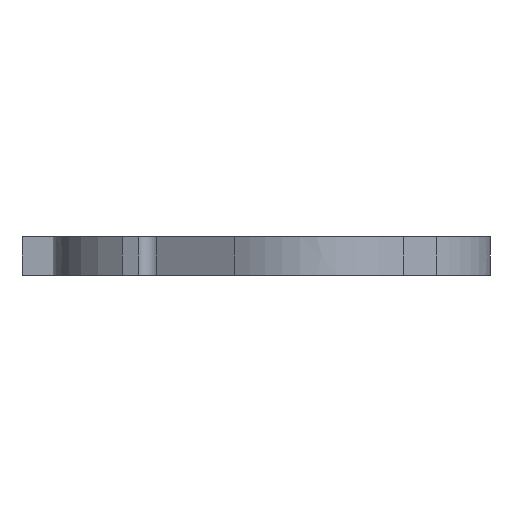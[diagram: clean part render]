
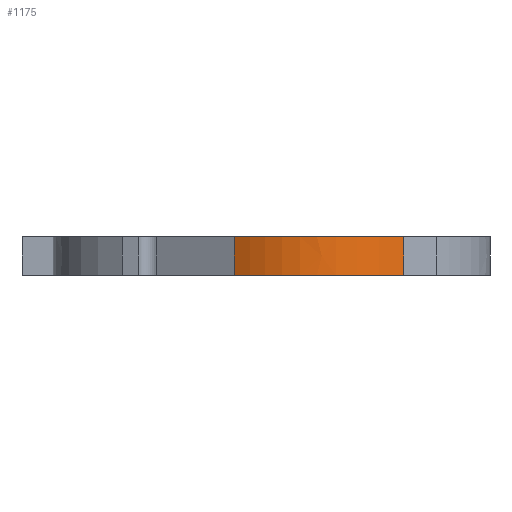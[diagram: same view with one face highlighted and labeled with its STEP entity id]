
A CAD part, front view. The second image highlights one B-rep face of the part: STEP entity #1175.
In plain terms, the highlighted face is a extrusion surface.
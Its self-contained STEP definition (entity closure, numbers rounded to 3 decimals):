
#153 = VERTEX_POINT('',#154);
#154 = CARTESIAN_POINT('',(-6.256,-65.435,0.));
#160 = EDGE_CURVE('',#161,#153,#163,.T.);
#161 = VERTEX_POINT('',#162);
#162 = CARTESIAN_POINT('',(49.422,-61.419,0.));
#163 = B_SPLINE_CURVE_WITH_KNOTS('',2,(#164,#165,#166),.UNSPECIFIED.,.F.
  ,.F.,(3,3),(0.,1.),.PIECEWISE_BEZIER_KNOTS.);
#164 = CARTESIAN_POINT('',(49.422,-61.419,0.));
#165 = CARTESIAN_POINT('',(23.32,-83.206,0.));
#166 = CARTESIAN_POINT('',(-6.256,-65.435,0.));
#610 = VERTEX_POINT('',#611);
#611 = CARTESIAN_POINT('',(-6.256,-65.435,12.7));
#617 = EDGE_CURVE('',#618,#610,#620,.T.);
#618 = VERTEX_POINT('',#619);
#619 = CARTESIAN_POINT('',(49.422,-61.419,12.7));
#620 = B_SPLINE_CURVE_WITH_KNOTS('',2,(#621,#622,#623),.UNSPECIFIED.,.F.
  ,.F.,(3,3),(0.,1.),.PIECEWISE_BEZIER_KNOTS.);
#621 = CARTESIAN_POINT('',(49.422,-61.419,12.7));
#622 = CARTESIAN_POINT('',(23.32,-83.206,12.7));
#623 = CARTESIAN_POINT('',(-6.256,-65.435,12.7));
#1147 = EDGE_CURVE('',#153,#610,#1148,.T.);
#1148 = LINE('',#1149,#1150);
#1149 = CARTESIAN_POINT('',(-6.256,-65.435,0.));
#1150 = VECTOR('',#1151,1.);
#1151 = DIRECTION('',(0.,0.,1.));
#1175 = ADVANCED_FACE('',(#1176),#1187,.T.);
#1176 = FACE_BOUND('',#1177,.T.);
#1177 = EDGE_LOOP('',(#1178,#1184,#1185,#1186));
#1178 = ORIENTED_EDGE('',*,*,#1179,.T.);
#1179 = EDGE_CURVE('',#161,#618,#1180,.T.);
#1180 = LINE('',#1181,#1182);
#1181 = CARTESIAN_POINT('',(49.422,-61.419,0.));
#1182 = VECTOR('',#1183,1.);
#1183 = DIRECTION('',(0.,0.,1.));
#1184 = ORIENTED_EDGE('',*,*,#617,.T.);
#1185 = ORIENTED_EDGE('',*,*,#1147,.F.);
#1186 = ORIENTED_EDGE('',*,*,#160,.F.);
#1187 = SURFACE_OF_LINEAR_EXTRUSION('',#1188,#1192);
#1188 = B_SPLINE_CURVE_WITH_KNOTS('',2,(#1189,#1190,#1191),
  .UNSPECIFIED.,.F.,.F.,(3,3),(0.,1.),.PIECEWISE_BEZIER_KNOTS.);
#1189 = CARTESIAN_POINT('',(49.422,-61.419,0.));
#1190 = CARTESIAN_POINT('',(23.32,-83.206,0.));
#1191 = CARTESIAN_POINT('',(-6.256,-65.435,0.));
#1192 = VECTOR('',#1193,1.);
#1193 = DIRECTION('',(-0.,-0.,-1.));
